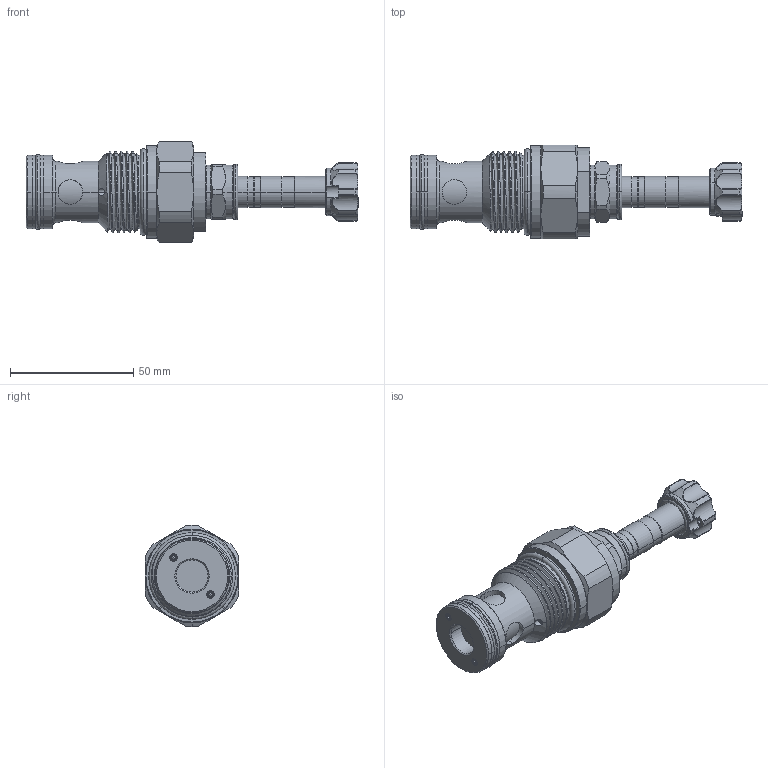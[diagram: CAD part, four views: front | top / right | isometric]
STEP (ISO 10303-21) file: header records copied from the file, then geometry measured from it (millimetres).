
FILE_DESCRIPTION (( 'STEP AP203' ), '1' );
FILE_NAME ('EP21E2A31N95.STEP', '2021-03-11T06:29:02', ( '' ), ( '' ), 'SwSTEP 2.0', 'SolidWorks 2018', '' );
FILE_SCHEMA (( 'CONFIG_CONTROL_DESIGN' ));
Length unit declared in the file: millimetre
Products named in the file (1): EP21E2A31N95
Bounding box: 134.75 x 38 x 41.1 mm (x, y, z)
Volume: 71763.2 mm3; surface area: 18488.7 mm2
Topology: 7 solids, 7 shells, 405 faces, 1003 edges, 614 vertices
Faces by surface type: cylinder 165, cone 81, plane 65, torus 51, bspline 39, sphere 4
Entity records: 18236 total; most frequent: CARTESIAN_POINT 8976, ORIENTED_EDGE 1974, DIRECTION 1903, EDGE_CURVE 987, AXIS2_PLACEMENT_3D 798, VERTEX_POINT 608, CIRCLE 431, EDGE_LOOP 427
